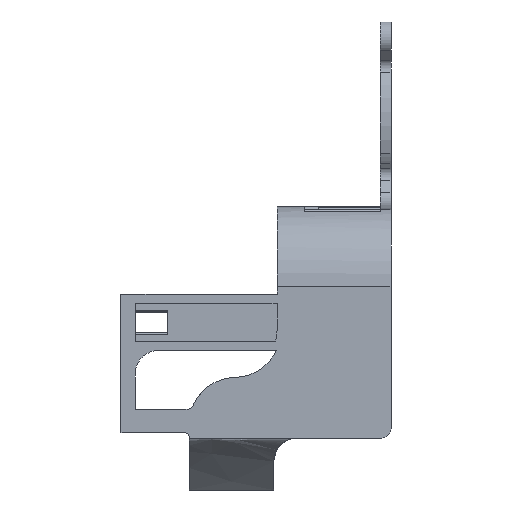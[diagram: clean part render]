
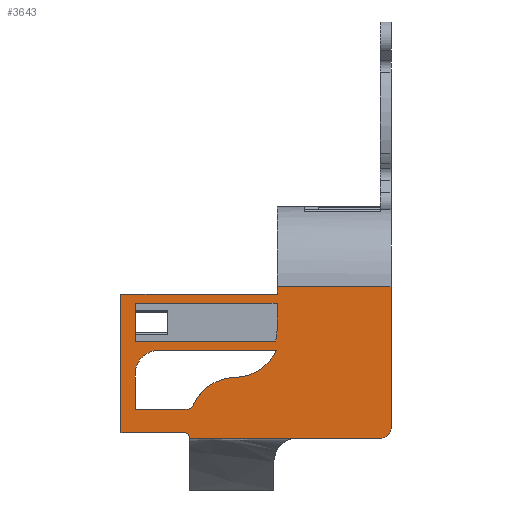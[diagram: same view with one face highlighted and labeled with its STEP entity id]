
A CAD part, left-side view. The second image highlights one B-rep face of the part: STEP entity #3643.
In plain terms, the highlighted planar face has unit normal (-1, 0, 0).
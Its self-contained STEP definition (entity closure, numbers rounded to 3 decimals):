
#43=FACE_BOUND('',#480,.T.);
#44=FACE_BOUND('',#481,.T.);
#273=FACE_OUTER_BOUND('',#479,.T.);
#479=EDGE_LOOP('',(#3108,#3109,#3110,#3111,#3112,#3113,#3114,#3115,#3116,
#3117,#3118));
#480=EDGE_LOOP('',(#3119,#3120,#3121,#3122,#3123,#3124,#3125));
#481=EDGE_LOOP('',(#3126,#3127,#3128,#3129,#3130));
#556=CIRCLE('',#3739,5.);
#559=CIRCLE('',#3744,1.);
#561=CIRCLE('',#3748,1.5);
#574=CIRCLE('',#3774,10.);
#632=CIRCLE('',#3898,2.);
#681=CIRCLE('',#3974,10.);
#682=CIRCLE('',#3975,9.15);
#692=LINE('',#5071,#1060);
#735=LINE('',#5188,#1103);
#742=LINE('',#5216,#1110);
#755=LINE('',#5254,#1123);
#777=LINE('',#5311,#1145);
#780=LINE('',#5317,#1148);
#860=LINE('',#5559,#1228);
#911=LINE('',#6035,#1279);
#973=LINE('',#6231,#1341);
#995=LINE('',#6313,#1363);
#999=LINE('',#6321,#1367);
#1003=LINE('',#6330,#1371);
#1005=LINE('',#6334,#1373);
#1006=LINE('',#6336,#1374);
#1007=LINE('',#6337,#1375);
#1008=LINE('',#6340,#1376);
#1060=VECTOR('',#4048,10.);
#1103=VECTOR('',#4139,10.);
#1110=VECTOR('',#4154,10.);
#1123=VECTOR('',#4189,10.);
#1145=VECTOR('',#4239,10.);
#1148=VECTOR('',#4246,10.);
#1228=VECTOR('',#4478,10.);
#1279=VECTOR('',#4579,10.);
#1341=VECTOR('',#4761,10.);
#1363=VECTOR('',#4849,10.);
#1367=VECTOR('',#4857,10.);
#1371=VECTOR('',#4867,10.);
#1373=VECTOR('',#4871,10.);
#1374=VECTOR('',#4874,10.);
#1375=VECTOR('',#4875,10.);
#1376=VECTOR('',#4878,10.);
#1427=VERTEX_POINT('',#5067);
#1429=VERTEX_POINT('',#5070);
#1475=VERTEX_POINT('',#5178);
#1476=VERTEX_POINT('',#5179);
#1479=VERTEX_POINT('',#5187);
#1483=VERTEX_POINT('',#5196);
#1484=VERTEX_POINT('',#5198);
#1488=VERTEX_POINT('',#5211);
#1491=VERTEX_POINT('',#5221);
#1492=VERTEX_POINT('',#5223);
#1522=VERTEX_POINT('',#5309);
#1523=VERTEX_POINT('',#5310);
#1525=VERTEX_POINT('',#5319);
#1609=VERTEX_POINT('',#5556);
#1610=VERTEX_POINT('',#5558);
#1641=VERTEX_POINT('',#5744);
#1697=VERTEX_POINT('',#6116);
#1740=VERTEX_POINT('',#6224);
#1743=VERTEX_POINT('',#6229);
#1770=VERTEX_POINT('',#6312);
#1772=VERTEX_POINT('',#6320);
#1775=VERTEX_POINT('',#6332);
#1776=VERTEX_POINT('',#6339);
#1788=EDGE_CURVE('',#1427,#1429,#692,.T.);
#1842=EDGE_CURVE('',#1475,#1476,#556,.T.);
#1846=EDGE_CURVE('',#1479,#1476,#735,.T.);
#1851=EDGE_CURVE('',#1483,#1484,#559,.T.);
#1857=EDGE_CURVE('',#1488,#1483,#742,.F.);
#1860=EDGE_CURVE('',#1492,#1491,#561,.F.);
#1876=EDGE_CURVE('',#1491,#1479,#755,.T.);
#1905=EDGE_CURVE('',#1522,#1523,#777,.T.);
#1909=EDGE_CURVE('',#1484,#1523,#780,.T.);
#1910=EDGE_CURVE('',#1492,#1525,#574,.T.);
#2027=EDGE_CURVE('',#1609,#1610,#860,.T.);
#2111=EDGE_CURVE('',#1488,#1641,#911,.T.);
#2152=EDGE_CURVE('',#1610,#1697,#632,.T.);
#2213=EDGE_CURVE('',#1743,#1740,#973,.T.);
#2254=EDGE_CURVE('',#1740,#1770,#995,.T.);
#2258=EDGE_CURVE('',#1772,#1770,#999,.T.);
#2263=EDGE_CURVE('',#1427,#1522,#1003,.T.);
#2265=EDGE_CURVE('',#1775,#1475,#1005,.T.);
#2266=EDGE_CURVE('',#1641,#1697,#1006,.T.);
#2267=EDGE_CURVE('',#1429,#1609,#1007,.T.);
#2268=EDGE_CURVE('',#1525,#1775,#681,.T.);
#2269=EDGE_CURVE('',#1743,#1776,#1008,.F.);
#2270=EDGE_CURVE('',#1772,#1776,#682,.F.);
#3108=ORIENTED_EDGE('',*,*,#1857,.F.);
#3109=ORIENTED_EDGE('',*,*,#2111,.T.);
#3110=ORIENTED_EDGE('',*,*,#2266,.T.);
#3111=ORIENTED_EDGE('',*,*,#2152,.F.);
#3112=ORIENTED_EDGE('',*,*,#2027,.F.);
#3113=ORIENTED_EDGE('',*,*,#2267,.F.);
#3114=ORIENTED_EDGE('',*,*,#1788,.F.);
#3115=ORIENTED_EDGE('',*,*,#2263,.T.);
#3116=ORIENTED_EDGE('',*,*,#1905,.T.);
#3117=ORIENTED_EDGE('',*,*,#1909,.F.);
#3118=ORIENTED_EDGE('',*,*,#1851,.F.);
#3119=ORIENTED_EDGE('',*,*,#2265,.F.);
#3120=ORIENTED_EDGE('',*,*,#2268,.F.);
#3121=ORIENTED_EDGE('',*,*,#1910,.F.);
#3122=ORIENTED_EDGE('',*,*,#1860,.T.);
#3123=ORIENTED_EDGE('',*,*,#1876,.T.);
#3124=ORIENTED_EDGE('',*,*,#1846,.T.);
#3125=ORIENTED_EDGE('',*,*,#1842,.F.);
#3126=ORIENTED_EDGE('',*,*,#2213,.F.);
#3127=ORIENTED_EDGE('',*,*,#2269,.T.);
#3128=ORIENTED_EDGE('',*,*,#2270,.F.);
#3129=ORIENTED_EDGE('',*,*,#2258,.T.);
#3130=ORIENTED_EDGE('',*,*,#2254,.F.);
#3487=PLANE('',#3973);
#3643=ADVANCED_FACE('',(#273,#43,#44),#3487,.T.);
#3739=AXIS2_PLACEMENT_3D('',#5180,#4131,#4132);
#3744=AXIS2_PLACEMENT_3D('',#5199,#4147,#4148);
#3748=AXIS2_PLACEMENT_3D('',#5224,#4160,#4161);
#3774=AXIS2_PLACEMENT_3D('',#5320,#4249,#4250);
#3898=AXIS2_PLACEMENT_3D('',#6117,#4657,#4658);
#3973=AXIS2_PLACEMENT_3D('',#6335,#4872,#4873);
#3974=AXIS2_PLACEMENT_3D('',#6338,#4876,#4877);
#3975=AXIS2_PLACEMENT_3D('',#6341,#4879,#4880);
#4048=DIRECTION('',(0.,0.,1.));
#4131=DIRECTION('center_axis',(-1.,0.,0.));
#4132=DIRECTION('ref_axis',(0.,0.707,0.707));
#4139=DIRECTION('',(0.,0.,1.));
#4147=DIRECTION('center_axis',(-1.,0.,0.));
#4148=DIRECTION('ref_axis',(0.,-0.707,0.707));
#4154=DIRECTION('',(0.,0.,-1.));
#4160=DIRECTION('center_axis',(-1.,0.,0.));
#4161=DIRECTION('ref_axis',(0.,-0.97,-0.244));
#4189=DIRECTION('',(0.,1.,0.));
#4239=DIRECTION('',(0.,0.,-1.));
#4246=DIRECTION('',(0.,1.,0.));
#4249=DIRECTION('center_axis',(1.,0.,0.));
#4250=DIRECTION('ref_axis',(0.,-1.,0.));
#4478=DIRECTION('',(0.,0.,-1.));
#4579=DIRECTION('',(0.,-1.,0.));
#4657=DIRECTION('center_axis',(1.,0.,0.));
#4658=DIRECTION('ref_axis',(0.,-0.707,-0.707));
#4761=DIRECTION('',(0.,1.,0.));
#4849=DIRECTION('',(0.,0.,-1.));
#4857=DIRECTION('',(0.,1.,0.));
#4867=DIRECTION('',(0.,1.,0.));
#4871=DIRECTION('',(0.,1.,0.));
#4872=DIRECTION('center_axis',(-1.,0.,0.));
#4873=DIRECTION('ref_axis',(0.,1.,0.));
#4874=DIRECTION('',(0.,-1.,0.));
#4875=DIRECTION('',(0.,-1.,0.));
#4876=DIRECTION('center_axis',(-1.,0.,0.));
#4877=DIRECTION('ref_axis',(0.,-0.707,-0.707));
#4878=DIRECTION('',(0.,0.,1.));
#4879=DIRECTION('center_axis',(1.,0.,0.));
#4880=DIRECTION('ref_axis',(0.,-0.707,-0.707));
#5067=CARTESIAN_POINT('',(-32.5,-53.2,17.75));
#5070=CARTESIAN_POINT('',(-32.5,-53.2,19.3));
#5071=CARTESIAN_POINT('',(-32.5,-53.2,30.3));
#5178=CARTESIAN_POINT('',(-32.5,-28.,5.75));
#5179=CARTESIAN_POINT('',(-32.5,-23.,0.75));
#5180=CARTESIAN_POINT('Origin',(-32.5,-28.,0.75));
#5187=CARTESIAN_POINT('',(-32.5,-23.,-6.75));
#5188=CARTESIAN_POINT('',(-32.5,-23.,14.775));
#5196=CARTESIAN_POINT('',(-32.5,-34.5,-12.75));
#5198=CARTESIAN_POINT('',(-32.5,-33.5,-11.75));
#5199=CARTESIAN_POINT('Origin',(-32.5,-33.5,-12.75));
#5211=CARTESIAN_POINT('',(-32.5,-34.5,-12.88));
#5216=CARTESIAN_POINT('',(-32.5,-34.5,13.435));
#5221=CARTESIAN_POINT('',(-32.5,-34.045,-6.75));
#5223=CARTESIAN_POINT('',(-32.5,-35.5,-5.616));
#5224=CARTESIAN_POINT('Origin',(-32.5,-34.045,-5.25));
#5254=CARTESIAN_POINT('',(-32.5,-56.225,-6.75));
#5309=CARTESIAN_POINT('',(-32.5,-20.,17.75));
#5310=CARTESIAN_POINT('',(-32.5,-20.,-11.75));
#5311=CARTESIAN_POINT('',(-32.5,-20.,5.75));
#5317=CARTESIAN_POINT('',(-32.5,-35.5,-11.75));
#5319=CARTESIAN_POINT('',(-32.5,-44.275,0.023));
#5320=CARTESIAN_POINT('Origin',(-32.5,-44.5,-9.975));
#5556=CARTESIAN_POINT('',(-32.5,-77.45,19.3));
#5558=CARTESIAN_POINT('',(-32.5,-77.45,-10.88));
#5559=CARTESIAN_POINT('',(-32.5,-77.45,36.3));
#5744=CARTESIAN_POINT('',(-32.5,-57.5,-12.88));
#6035=CARTESIAN_POINT('',(-32.5,-76.95,-12.88));
#6116=CARTESIAN_POINT('',(-32.5,-75.45,-12.88));
#6117=CARTESIAN_POINT('Origin',(-32.5,-75.45,-10.88));
#6224=CARTESIAN_POINT('',(-32.5,-23.,15.75));
#6229=CARTESIAN_POINT('',(-32.5,-53.2,15.75));
#6231=CARTESIAN_POINT('',(-32.5,-54.05,15.75));
#6312=CARTESIAN_POINT('',(-32.5,-23.,7.75));
#6313=CARTESIAN_POINT('',(-32.5,-23.,9.75));
#6320=CARTESIAN_POINT('',(-32.5,-52.914,7.75));
#6321=CARTESIAN_POINT('',(-32.5,-54.05,7.75));
#6330=CARTESIAN_POINT('',(-32.5,-54.05,17.75));
#6332=CARTESIAN_POINT('',(-32.5,-53.092,5.75));
#6334=CARTESIAN_POINT('',(-32.5,-54.05,5.75));
#6335=CARTESIAN_POINT('Origin',(-32.5,-76.95,36.3));
#6336=CARTESIAN_POINT('',(-32.5,-76.95,-12.88));
#6337=CARTESIAN_POINT('',(-32.5,-65.5,19.3));
#6338=CARTESIAN_POINT('Origin',(-32.5,-44.05,10.02));
#6339=CARTESIAN_POINT('',(-32.5,-53.2,10.02));
#6340=CARTESIAN_POINT('',(-32.5,-53.2,30.3));
#6341=CARTESIAN_POINT('Origin',(-32.5,-44.05,10.02));
